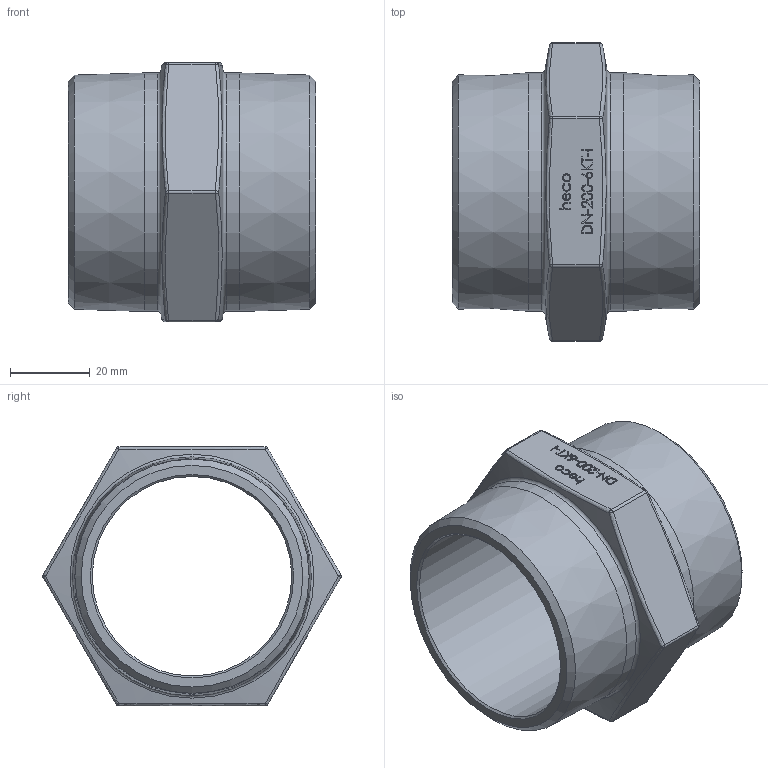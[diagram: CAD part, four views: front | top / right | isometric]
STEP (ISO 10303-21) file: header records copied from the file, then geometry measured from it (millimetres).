
FILE_DESCRIPTION (( 'STEP AP214' ), '1' );
FILE_NAME ('heco DN-200-6KT-I.STEP', '2016-01-08T10:18:26', ( 'test' ), ( '' ), 'SwSTEP 2.0', 'SolidWorks 2011', '' );
FILE_SCHEMA (( 'AUTOMOTIVE_DESIGN' ));
Length unit declared in the file: millimetre
Products named in the file (1): heco DN-200-6KT-I
Bounding box: 62 x 74.81 x 65.1 mm (x, y, z)
Volume: 62533.6 mm3; surface area: 24171 mm2
Topology: 1 solids, 1 shells, 221 faces, 557 edges, 356 vertices
Faces by surface type: plane 103, bspline 87, sphere 12, cylinder 9, cone 8, torus 2
Full cylindrical faces by diameter (mm): 50 x1, 59.811 x2
Entity records: 13022 total; most frequent: CARTESIAN_POINT 6601, ORIENTED_EDGE 1060, DIRECTION 676, EDGE_CURVE 530, VERTEX_POINT 346, VECTOR 306, LINE 306, EDGE_LOOP 258
